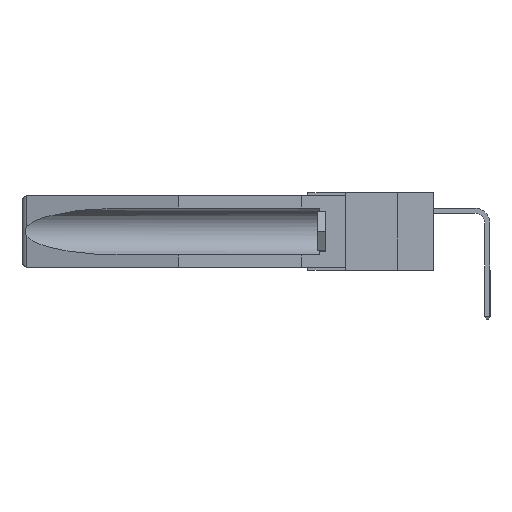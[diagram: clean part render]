
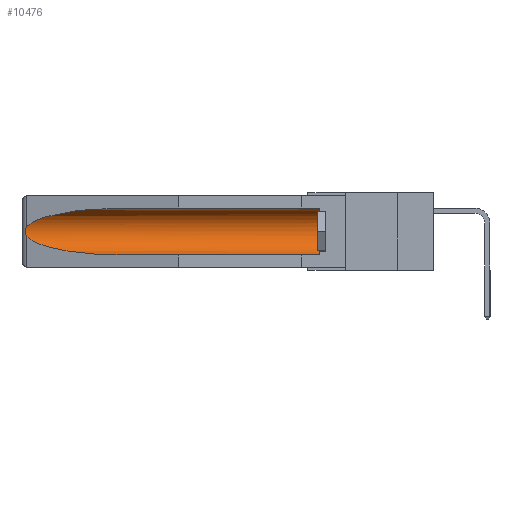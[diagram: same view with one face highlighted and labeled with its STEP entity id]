
A CAD part, left-side view. The second image highlights one B-rep face of the part: STEP entity #10476.
In plain terms, the highlighted cylindrical face has radius 2.857 mm (diameter 5.715 mm), a partial arc.
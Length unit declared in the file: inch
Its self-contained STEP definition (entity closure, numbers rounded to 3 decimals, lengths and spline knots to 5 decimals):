
#189 = CARTESIAN_POINT ( 'NONE',  ( 0.21114, 1.30732, -0.284 ) ) ;
#865 = CYLINDRICAL_SURFACE ( 'NONE', #18123, 0.1125 ) ;
#1478 = CARTESIAN_POINT ( 'NONE',  ( 0.26597, 1.52961, -0.15275 ) ) ;
#1636 = CARTESIAN_POINT ( 'NONE',  ( 0.25451, 1.48313, -0.24835 ) ) ;
#1680 = EDGE_CURVE ( 'NONE', #9070, #12139, #4042, .T. ) ;
#2116 = CARTESIAN_POINT ( 'NONE',  ( 0.26537, 1.52718, -0.19328 ) ) ;
#2578 = CARTESIAN_POINT ( 'NONE',  ( 0.155, -0.30754, -0.284 ) ) ;
#3261 = CARTESIAN_POINT ( 'NONE',  ( 0.2673, 1.5327, -0.16383 ) ) ;
#3374 = EDGE_CURVE ( 'NONE', #11998, #9070, #5776, .T. ) ;
#3713 = AXIS2_PLACEMENT_3D ( 'NONE', #4735, #10053, #15273 ) ;
#4042 =( BOUNDED_CURVE ( )  B_SPLINE_CURVE ( 3, ( #8944, #1636, #189, #14275 ),
 .UNSPECIFIED., .F., .T. ) 
 B_SPLINE_CURVE_WITH_KNOTS ( ( 4, 4 ),
 ( 0.1948, 1.5708 ),
 .UNSPECIFIED. ) 
 CURVE ( )  GEOMETRIC_REPRESENTATION_ITEM ( )  RATIONAL_B_SPLINE_CURVE ( ( 1., 0.848, 0.848, 1. ) ) 
 REPRESENTATION_ITEM ( '' )  );
#4043 = DIRECTION ( 'NONE',  ( 0., 1., 0. ) ) ;
#4217 = ORIENTED_EDGE ( 'NONE', *, *, #17911, .T. ) ;
#4230 = VECTOR ( 'NONE', #4043, 39.37008 ) ;
#4735 = CARTESIAN_POINT ( 'NONE',  ( 0.155, 0.126, -0.1715 ) ) ;
#5051 = CARTESIAN_POINT ( 'NONE',  ( 0.2675, 1.53308, -0.17534 ) ) ;
#5475 = CARTESIAN_POINT ( 'NONE',  ( 0.155, 0.126, -0.284 ) ) ;
#5776 = B_SPLINE_CURVE_WITH_KNOTS ( 'NONE', 3,
 ( #22842, #1478, #20902, #3261, #15593, #5051, #10356, #8735, #20987, #22700 ),
 .UNSPECIFIED., .F., .F.,
 ( 4, 2, 2, 2, 4 ),
 ( 0., 0.00029, 0.00058, 0.00087, 0.00117 ),
 .UNSPECIFIED. ) ;
#5780 = CARTESIAN_POINT ( 'NONE',  ( 0.155, 1.07973, -0.059 ) ) ;
#5860 = CARTESIAN_POINT ( 'NONE',  ( 0.25451, 1.48313, -0.09465 ) ) ;
#6903 = VERTEX_POINT ( 'NONE', #9236 ) ;
#7156 = ORIENTED_EDGE ( 'NONE', *, *, #3374, .T. ) ;
#7429 = EDGE_CURVE ( 'NONE', #6903, #14735, #16658, .T. ) ;
#7461 = EDGE_CURVE ( 'NONE', #14735, #11998, #17771, .T. ) ;
#7721 = VECTOR ( 'NONE', #18480, 39.37008 ) ;
#8735 = CARTESIAN_POINT ( 'NONE',  ( 0.26655, 1.53094, -0.18657 ) ) ;
#8944 = CARTESIAN_POINT ( 'NONE',  ( 0.26537, 1.52718, -0.19328 ) ) ;
#9070 = VERTEX_POINT ( 'NONE', #2116 ) ;
#9219 = EDGE_CURVE ( 'NONE', #9919, #12139, #20968, .T. ) ;
#9223 = CARTESIAN_POINT ( 'NONE',  ( 0.155, -0.30754, -0.059 ) ) ;
#9236 = CARTESIAN_POINT ( 'NONE',  ( 0.155, 0.126, -0.059 ) ) ;
#9919 = VERTEX_POINT ( 'NONE', #5475 ) ;
#10007 = ORIENTED_EDGE ( 'NONE', *, *, #7429, .T. ) ;
#10053 = DIRECTION ( 'NONE',  ( 0., -1., 0. ) ) ;
#10250 = FACE_OUTER_BOUND ( 'NONE', #17875, .T. ) ;
#10356 = CARTESIAN_POINT ( 'NONE',  ( 0.2673, 1.53269, -0.17917 ) ) ;
#10476 = ADVANCED_FACE ( 'NONE', ( #10250 ), #865, .F. ) ;
#11000 = CARTESIAN_POINT ( 'NONE',  ( 0.26537, 1.52718, -0.14972 ) ) ;
#11998 = VERTEX_POINT ( 'NONE', #21824 ) ;
#12011 = ORIENTED_EDGE ( 'NONE', *, *, #9219, .F. ) ;
#12139 = VERTEX_POINT ( 'NONE', #19627 ) ;
#13959 = CARTESIAN_POINT ( 'NONE',  ( 0.155, 1.07973, -0.059 ) ) ;
#14275 = CARTESIAN_POINT ( 'NONE',  ( 0.155, 1.07973, -0.284 ) ) ;
#14651 = DIRECTION ( 'NONE',  ( 0., 1., 0. ) ) ;
#14735 = VERTEX_POINT ( 'NONE', #13959 ) ;
#15273 = DIRECTION ( 'NONE',  ( 0., 0., 1. ) ) ;
#15593 = CARTESIAN_POINT ( 'NONE',  ( 0.2675, 1.53308, -0.16763 ) ) ;
#16658 = LINE ( 'NONE', #9223, #4230 ) ;
#16668 = CARTESIAN_POINT ( 'NONE',  ( 0.155, -0.30754, -0.1715 ) ) ;
#17771 =( BOUNDED_CURVE ( )  B_SPLINE_CURVE ( 3, ( #5780, #21567, #5860, #11000 ),
 .UNSPECIFIED., .F., .F. ) 
 B_SPLINE_CURVE_WITH_KNOTS ( ( 4, 4 ),
 ( 4.71239, 6.08839 ),
 .UNSPECIFIED. ) 
 CURVE ( )  GEOMETRIC_REPRESENTATION_ITEM ( )  RATIONAL_B_SPLINE_CURVE ( ( 1., 0.848, 0.848, 1. ) ) 
 REPRESENTATION_ITEM ( '' )  );
#17875 = EDGE_LOOP ( 'NONE', ( #20390, #7156, #17922, #12011, #4217, #10007 ) ) ;
#17911 = EDGE_CURVE ( 'NONE', #9919, #6903, #21872, .T. ) ;
#17922 = ORIENTED_EDGE ( 'NONE', *, *, #1680, .T. ) ;
#18123 = AXIS2_PLACEMENT_3D ( 'NONE', #16668, #14651, #20068 ) ;
#18480 = DIRECTION ( 'NONE',  ( 0., 1., 0. ) ) ;
#19627 = CARTESIAN_POINT ( 'NONE',  ( 0.155, 1.07973, -0.284 ) ) ;
#20068 = DIRECTION ( 'NONE',  ( 0., 0., 1. ) ) ;
#20390 = ORIENTED_EDGE ( 'NONE', *, *, #7461, .T. ) ;
#20902 = CARTESIAN_POINT ( 'NONE',  ( 0.26654, 1.53092, -0.15636 ) ) ;
#20968 = LINE ( 'NONE', #2578, #7721 ) ;
#20987 = CARTESIAN_POINT ( 'NONE',  ( 0.26597, 1.5296, -0.19026 ) ) ;
#21567 = CARTESIAN_POINT ( 'NONE',  ( 0.21114, 1.30732, -0.059 ) ) ;
#21824 = CARTESIAN_POINT ( 'NONE',  ( 0.26537, 1.52718, -0.14972 ) ) ;
#21872 = CIRCLE ( 'NONE', #3713, 0.1125 ) ;
#22700 = CARTESIAN_POINT ( 'NONE',  ( 0.26537, 1.52718, -0.19328 ) ) ;
#22842 = CARTESIAN_POINT ( 'NONE',  ( 0.26537, 1.52718, -0.14972 ) ) ;
